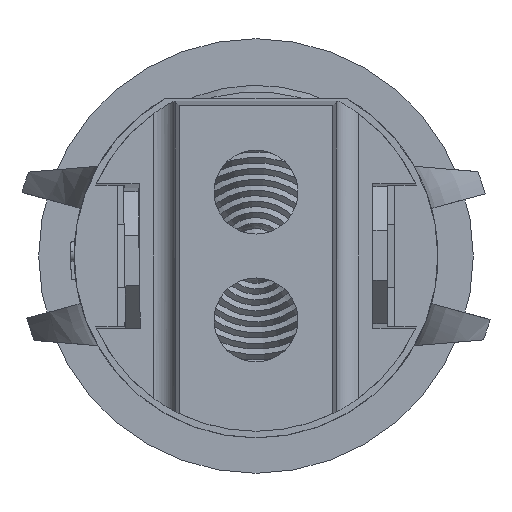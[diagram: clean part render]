
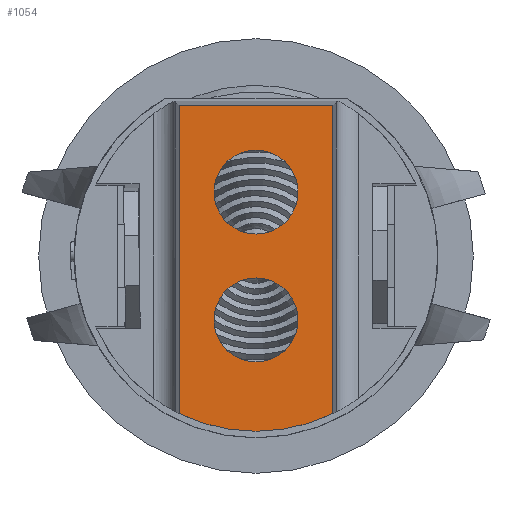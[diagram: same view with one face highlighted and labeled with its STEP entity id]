
A CAD part, front view. The second image highlights one B-rep face of the part: STEP entity #1054.
In plain terms, the highlighted planar face has unit normal (0, -1, 0).
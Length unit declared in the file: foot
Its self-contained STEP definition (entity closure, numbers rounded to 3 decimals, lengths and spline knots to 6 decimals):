
#301 = CARTESIAN_POINT ( 'NONE',  ( -0.007292, -0.028083, 0.004792 ) ) ;
#515 = CARTESIAN_POINT ( 'NONE',  ( 0.007292, -0.028083, 0. ) ) ;
#732 = DIRECTION ( 'NONE',  ( 0., -1., 0. ) ) ;
#791 = CARTESIAN_POINT ( 'NONE',  ( -0.017176, -0.028083, 0.00925 ) ) ;
#1054 = ADVANCED_FACE ( 'NONE', ( #8105, #4829, #11164 ), #1824, .F. ) ;
#1518 = ORIENTED_EDGE ( 'NONE', *, *, #6130, .T. ) ;
#1824 = PLANE ( 'NONE',  #9240 ) ;
#1854 = VERTEX_POINT ( 'NONE', #20423 ) ;
#1977 = DIRECTION ( 'NONE',  ( 0., 0., 1. ) ) ;
#1998 = ORIENTED_EDGE ( 'NONE', *, *, #13826, .F. ) ;
#2352 = CARTESIAN_POINT ( 'NONE',  ( 0.007292, -0.028083, 0.004792 ) ) ;
#3533 = VERTEX_POINT ( 'NONE', #4943 ) ;
#3972 = DIRECTION ( 'NONE',  ( 0., 0., 1. ) ) ;
#4505 = DIRECTION ( 'NONE',  ( 0., 0., 1. ) ) ;
#4666 = DIRECTION ( 'NONE',  ( 0., 0., 1. ) ) ;
#4829 = FACE_BOUND ( 'NONE', #7558, .T. ) ;
#4943 = CARTESIAN_POINT ( 'NONE',  ( -0.007292, -0.028083, -0.004792 ) ) ;
#5093 = CARTESIAN_POINT ( 'NONE',  ( -0.007292, -0.028083, 0. ) ) ;
#5193 = CARTESIAN_POINT ( 'NONE',  ( -0.017176, -0.028083, -0.00876 ) ) ;
#5300 = LINE ( 'NONE', #9221, #14377 ) ;
#5915 = DIRECTION ( 'NONE',  ( -1., 0., 0. ) ) ;
#5941 = ORIENTED_EDGE ( 'NONE', *, *, #13751, .F. ) ;
#6130 = EDGE_CURVE ( 'NONE', #15543, #20855, #17699, .T. ) ;
#6651 = EDGE_LOOP ( 'NONE', ( #5941, #1998 ) ) ;
#6795 = EDGE_CURVE ( 'NONE', #20262, #15543, #8617, .T. ) ;
#6819 = ORIENTED_EDGE ( 'NONE', *, *, #8453, .F. ) ;
#7170 = ORIENTED_EDGE ( 'NONE', *, *, #13202, .T. ) ;
#7558 = EDGE_LOOP ( 'NONE', ( #16929, #7170 ) ) ;
#7764 = DIRECTION ( 'NONE',  ( 0., -1., 0. ) ) ;
#7772 = CIRCLE ( 'NONE', #8787, 0.004792 ) ;
#8006 = EDGE_LOOP ( 'NONE', ( #11662, #12619, #1518, #6819 ) ) ;
#8097 = DIRECTION ( 'NONE',  ( 0., 0., 1. ) ) ;
#8105 = FACE_BOUND ( 'NONE', #6651, .T. ) ;
#8310 = DIRECTION ( 'NONE',  ( 0., 0., 1. ) ) ;
#8453 = EDGE_CURVE ( 'NONE', #17658, #20855, #5300, .T. ) ;
#8617 = LINE ( 'NONE', #14411, #18943 ) ;
#8787 = AXIS2_PLACEMENT_3D ( 'NONE', #5093, #13132, #1977 ) ;
#9122 = VECTOR ( 'NONE', #10523, 3.28084 ) ;
#9221 = CARTESIAN_POINT ( 'NONE',  ( 0.017667, -0.028083, -0.00876 ) ) ;
#9240 = AXIS2_PLACEMENT_3D ( 'NONE', #13124, #14723, #8310 ) ;
#10454 = CIRCLE ( 'NONE', #18842, 0.004792 ) ;
#10523 = DIRECTION ( 'NONE',  ( 0., 0., -1. ) ) ;
#10748 = CIRCLE ( 'NONE', #17059, 0.02 ) ;
#10893 = DIRECTION ( 'NONE',  ( -1., 0., 0. ) ) ;
#10961 = CARTESIAN_POINT ( 'NONE',  ( 0., -0.028083, 0. ) ) ;
#11164 = FACE_OUTER_BOUND ( 'NONE', #8006, .T. ) ;
#11192 = AXIS2_PLACEMENT_3D ( 'NONE', #515, #732, #3972 ) ;
#11603 = DIRECTION ( 'NONE',  ( 0., -1., 0. ) ) ;
#11662 = ORIENTED_EDGE ( 'NONE', *, *, #11732, .T. ) ;
#11732 = EDGE_CURVE ( 'NONE', #17658, #20262, #10748, .T. ) ;
#12145 = CARTESIAN_POINT ( 'NONE',  ( 0.01798, -0.028083, 0.00876 ) ) ;
#12619 = ORIENTED_EDGE ( 'NONE', *, *, #6795, .T. ) ;
#13124 = CARTESIAN_POINT ( 'NONE',  ( 0.017667, -0.028083, 0.00925 ) ) ;
#13127 = CARTESIAN_POINT ( 'NONE',  ( -0.007292, -0.028083, 0. ) ) ;
#13132 = DIRECTION ( 'NONE',  ( 0., 1., 0. ) ) ;
#13202 = EDGE_CURVE ( 'NONE', #3533, #14348, #10454, .T. ) ;
#13255 = CIRCLE ( 'NONE', #17641, 0.004792 ) ;
#13751 = EDGE_CURVE ( 'NONE', #15592, #1854, #13992, .T. ) ;
#13826 = EDGE_CURVE ( 'NONE', #1854, #15592, #13255, .T. ) ;
#13992 = CIRCLE ( 'NONE', #11192, 0.004792 ) ;
#14348 = VERTEX_POINT ( 'NONE', #301 ) ;
#14377 = VECTOR ( 'NONE', #5915, 3.28084 ) ;
#14411 = CARTESIAN_POINT ( 'NONE',  ( 0.017667, -0.028083, 0.00876 ) ) ;
#14631 = CARTESIAN_POINT ( 'NONE',  ( 0.01798, -0.028083, -0.00876 ) ) ;
#14723 = DIRECTION ( 'NONE',  ( 0., 1., 0. ) ) ;
#15376 = CARTESIAN_POINT ( 'NONE',  ( -0.017176, -0.028083, 0.00876 ) ) ;
#15502 = CARTESIAN_POINT ( 'NONE',  ( 0.007292, -0.028083, 0. ) ) ;
#15543 = VERTEX_POINT ( 'NONE', #15376 ) ;
#15592 = VERTEX_POINT ( 'NONE', #2352 ) ;
#16100 = DIRECTION ( 'NONE',  ( 0., 1., 0. ) ) ;
#16929 = ORIENTED_EDGE ( 'NONE', *, *, #18061, .T. ) ;
#17059 = AXIS2_PLACEMENT_3D ( 'NONE', #10961, #7764, #4666 ) ;
#17641 = AXIS2_PLACEMENT_3D ( 'NONE', #15502, #11603, #4505 ) ;
#17658 = VERTEX_POINT ( 'NONE', #14631 ) ;
#17699 = LINE ( 'NONE', #791, #9122 ) ;
#18061 = EDGE_CURVE ( 'NONE', #14348, #3533, #7772, .T. ) ;
#18842 = AXIS2_PLACEMENT_3D ( 'NONE', #13127, #16100, #8097 ) ;
#18943 = VECTOR ( 'NONE', #10893, 3.28084 ) ;
#20262 = VERTEX_POINT ( 'NONE', #12145 ) ;
#20423 = CARTESIAN_POINT ( 'NONE',  ( 0.007292, -0.028083, -0.004792 ) ) ;
#20855 = VERTEX_POINT ( 'NONE', #5193 ) ;
